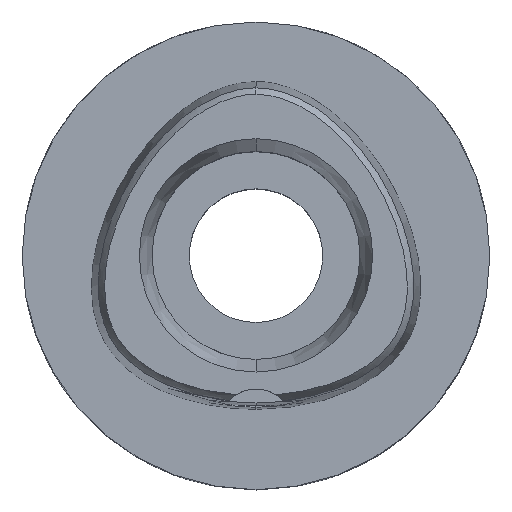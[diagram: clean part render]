
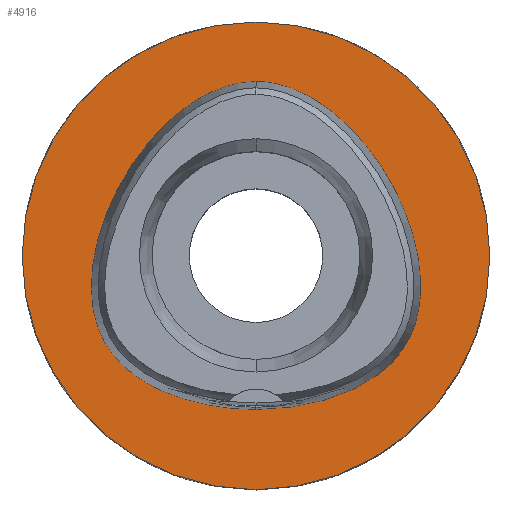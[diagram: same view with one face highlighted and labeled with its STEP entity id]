
A CAD part, top view. The second image highlights one B-rep face of the part: STEP entity #4916.
In plain terms, the highlighted planar face has unit normal (0, 0, 1).
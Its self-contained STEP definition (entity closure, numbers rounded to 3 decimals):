
#37 = CARTESIAN_POINT ( 'NONE',  ( 20.932, -10.604, 0. ) ) ;
#252 = CARTESIAN_POINT ( 'NONE',  ( -19.649, -12.825, 0. ) ) ;
#310 = CARTESIAN_POINT ( 'NONE',  ( 0., 0., 0. ) ) ;
#335 = CARTESIAN_POINT ( 'NONE',  ( 0.855, 23.475, 0. ) ) ;
#424 = CIRCLE ( 'NONE', #1725, 31.5 ) ;
#430 = CARTESIAN_POINT ( 'NONE',  ( 16.959, -15.678, 0. ) ) ;
#481 = CARTESIAN_POINT ( 'NONE',  ( 0., 23.475, 0. ) ) ;
#506 = CARTESIAN_POINT ( 'NONE',  ( -20.932, -10.604, 0. ) ) ;
#656 = DIRECTION ( 'NONE',  ( 0., 0., -1. ) ) ;
#742 = CARTESIAN_POINT ( 'NONE',  ( 22.057, -6.848, 0. ) ) ;
#890 = CARTESIAN_POINT ( 'NONE',  ( -22.057, -6.848, 0. ) ) ;
#950 = CARTESIAN_POINT ( 'NONE',  ( -14.408, 15.641, 0. ) ) ;
#971 = CARTESIAN_POINT ( 'NONE',  ( -14.673, -17.214, 0. ) ) ;
#996 = DIRECTION ( 'NONE',  ( 0., -1., 0. ) ) ;
#1112 = EDGE_CURVE ( 'NONE', #3914, #3750, #1158, .T. ) ;
#1135 = VERTEX_POINT ( 'NONE', #3395 ) ;
#1153 = EDGE_CURVE ( 'NONE', #1135, #3385, #424, .T. ) ;
#1158 = B_SPLINE_CURVE_WITH_KNOTS ( 'NONE', 3,
 ( #481, #2861, #1659, #1324, #2884, #4378, #950, #3197, #2843, #3632, #4329, #890, #2123, #506, #2075, #252, #3006, #1868, #971, #4452, #4903, #4480, #2199 ),
 .UNSPECIFIED., .F., .F.,
 ( 4, 1, 1, 1, 1, 1, 1, 1, 1, 1, 1, 1, 1, 1, 1, 1, 1, 1, 1, 1, 4 ),
 ( 0., 0.042, 0.083, 0.125, 0.167, 0.25, 0.333, 0.417, 0.5, 0.542, 0.583, 0.625, 0.646, 0.667, 0.688, 0.708, 0.75, 0.792, 0.833, 0.917, 1. ),
 .UNSPECIFIED. ) ;
#1170 = CARTESIAN_POINT ( 'NONE',  ( 18.568, -14.169, 0. ) ) ;
#1190 = CARTESIAN_POINT ( 'NONE',  ( 20.35, -11.749, 0. ) ) ;
#1293 = FACE_BOUND ( 'NONE', #3506, .T. ) ;
#1307 = ORIENTED_EDGE ( 'NONE', *, *, #1153, .F. ) ;
#1324 = CARTESIAN_POINT ( 'NONE',  ( -5.098, 22.526, 0. ) ) ;
#1362 = EDGE_CURVE ( 'NONE', #3750, #3914, #1754, .T. ) ;
#1514 = CARTESIAN_POINT ( 'NONE',  ( 10.746, 19.174, 0. ) ) ;
#1581 = CARTESIAN_POINT ( 'NONE',  ( 18.068, 10.432, 0. ) ) ;
#1631 = CARTESIAN_POINT ( 'NONE',  ( 0., 31.5, 0. ) ) ;
#1659 = CARTESIAN_POINT ( 'NONE',  ( -2.565, 23.293, 0. ) ) ;
#1725 = AXIS2_PLACEMENT_3D ( 'NONE', #310, #656, #996 ) ;
#1754 = B_SPLINE_CURVE_WITH_KNOTS ( 'NONE', 3,
 ( #3845, #4252, #4597, #3805, #3827, #430, #1170, #2696, #1190, #37, #3447, #742, #2307, #4928, #3051, #1581, #2741, #1514, #1893, #3868, #3121, #335, #4232 ),
 .UNSPECIFIED., .F., .F.,
 ( 4, 1, 1, 1, 1, 1, 1, 1, 1, 1, 1, 1, 1, 1, 1, 1, 1, 1, 1, 1, 4 ),
 ( 0., 0.083, 0.167, 0.208, 0.25, 0.292, 0.313, 0.333, 0.354, 0.375, 0.417, 0.458, 0.5, 0.583, 0.667, 0.75, 0.833, 0.875, 0.917, 0.958, 1. ),
 .UNSPECIFIED. ) ;
#1862 = EDGE_CURVE ( 'NONE', #3385, #1135, #3429, .T. ) ;
#1868 = CARTESIAN_POINT ( 'NONE',  ( -16.959, -15.678, 0. ) ) ;
#1893 = CARTESIAN_POINT ( 'NONE',  ( 7.571, 21.315, 0. ) ) ;
#2073 = CARTESIAN_POINT ( 'NONE',  ( 0., -20.675, 0. ) ) ;
#2075 = CARTESIAN_POINT ( 'NONE',  ( -20.35, -11.749, 0. ) ) ;
#2123 = CARTESIAN_POINT ( 'NONE',  ( -21.555, -8.996, 0. ) ) ;
#2159 = ORIENTED_EDGE ( 'NONE', *, *, #1362, .F. ) ;
#2199 = CARTESIAN_POINT ( 'NONE',  ( 0., -20.675, 0. ) ) ;
#2307 = CARTESIAN_POINT ( 'NONE',  ( 22.245, -4.1, 0. ) ) ;
#2558 = FACE_OUTER_BOUND ( 'NONE', #2875, .T. ) ;
#2696 = CARTESIAN_POINT ( 'NONE',  ( 19.649, -12.825, 0. ) ) ;
#2741 = CARTESIAN_POINT ( 'NONE',  ( 14.408, 15.641, 0. ) ) ;
#2825 = ORIENTED_EDGE ( 'NONE', *, *, #1112, .F. ) ;
#2843 = CARTESIAN_POINT ( 'NONE',  ( -20.749, 4.657, 0. ) ) ;
#2857 = PLANE ( 'NONE',  #3880 ) ;
#2861 = CARTESIAN_POINT ( 'NONE',  ( -0.855, 23.475, 0. ) ) ;
#2875 = EDGE_LOOP ( 'NONE', ( #3887, #1307 ) ) ;
#2881 = AXIS2_PLACEMENT_3D ( 'NONE', #3766, #3682, #4799 ) ;
#2884 = CARTESIAN_POINT ( 'NONE',  ( -7.571, 21.315, 0. ) ) ;
#2925 = DIRECTION ( 'NONE',  ( 0., 0., -1. ) ) ;
#3006 = CARTESIAN_POINT ( 'NONE',  ( -18.568, -14.169, 0. ) ) ;
#3051 = CARTESIAN_POINT ( 'NONE',  ( 20.749, 4.657, 0. ) ) ;
#3121 = CARTESIAN_POINT ( 'NONE',  ( 2.565, 23.293, 0. ) ) ;
#3197 = CARTESIAN_POINT ( 'NONE',  ( -18.068, 10.432, 0. ) ) ;
#3385 = VERTEX_POINT ( 'NONE', #1631 ) ;
#3395 = CARTESIAN_POINT ( 'NONE',  ( 0., -31.5, 0. ) ) ;
#3429 = CIRCLE ( 'NONE', #2881, 31.5 ) ;
#3447 = CARTESIAN_POINT ( 'NONE',  ( 21.555, -8.996, 0. ) ) ;
#3506 = EDGE_LOOP ( 'NONE', ( #2825, #2159 ) ) ;
#3632 = CARTESIAN_POINT ( 'NONE',  ( -21.978, -0.281, 0. ) ) ;
#3682 = DIRECTION ( 'NONE',  ( 0., 0., -1. ) ) ;
#3750 = VERTEX_POINT ( 'NONE', #2073 ) ;
#3766 = CARTESIAN_POINT ( 'NONE',  ( 0., 0., 0. ) ) ;
#3805 = CARTESIAN_POINT ( 'NONE',  ( 11.233, -18.893, 0. ) ) ;
#3827 = CARTESIAN_POINT ( 'NONE',  ( 14.673, -17.214, 0. ) ) ;
#3845 = CARTESIAN_POINT ( 'NONE',  ( 0., -20.675, 0. ) ) ;
#3868 = CARTESIAN_POINT ( 'NONE',  ( 5.098, 22.526, 0. ) ) ;
#3880 = AXIS2_PLACEMENT_3D ( 'NONE', #4741, #2925, #4019 ) ;
#3887 = ORIENTED_EDGE ( 'NONE', *, *, #1862, .F. ) ;
#3914 = VERTEX_POINT ( 'NONE', #4821 ) ;
#4019 = DIRECTION ( 'NONE',  ( 0., -1., 0. ) ) ;
#4232 = CARTESIAN_POINT ( 'NONE',  ( 0., 23.475, 0. ) ) ;
#4252 = CARTESIAN_POINT ( 'NONE',  ( 2.114, -20.675, 0. ) ) ;
#4329 = CARTESIAN_POINT ( 'NONE',  ( -22.245, -4.1, 0. ) ) ;
#4378 = CARTESIAN_POINT ( 'NONE',  ( -10.746, 19.174, 0. ) ) ;
#4452 = CARTESIAN_POINT ( 'NONE',  ( -11.233, -18.893, 0. ) ) ;
#4480 = CARTESIAN_POINT ( 'NONE',  ( -2.114, -20.675, 0. ) ) ;
#4597 = CARTESIAN_POINT ( 'NONE',  ( 6.341, -20.298, 0. ) ) ;
#4741 = CARTESIAN_POINT ( 'NONE',  ( 0., 0., 0. ) ) ;
#4799 = DIRECTION ( 'NONE',  ( 0., 1., 0. ) ) ;
#4821 = CARTESIAN_POINT ( 'NONE',  ( 0., 23.475, 0. ) ) ;
#4903 = CARTESIAN_POINT ( 'NONE',  ( -6.341, -20.298, 0. ) ) ;
#4916 = ADVANCED_FACE ( 'NONE', ( #2558, #1293 ), #2857, .F. ) ;
#4928 = CARTESIAN_POINT ( 'NONE',  ( 21.978, -0.281, 0. ) ) ;
